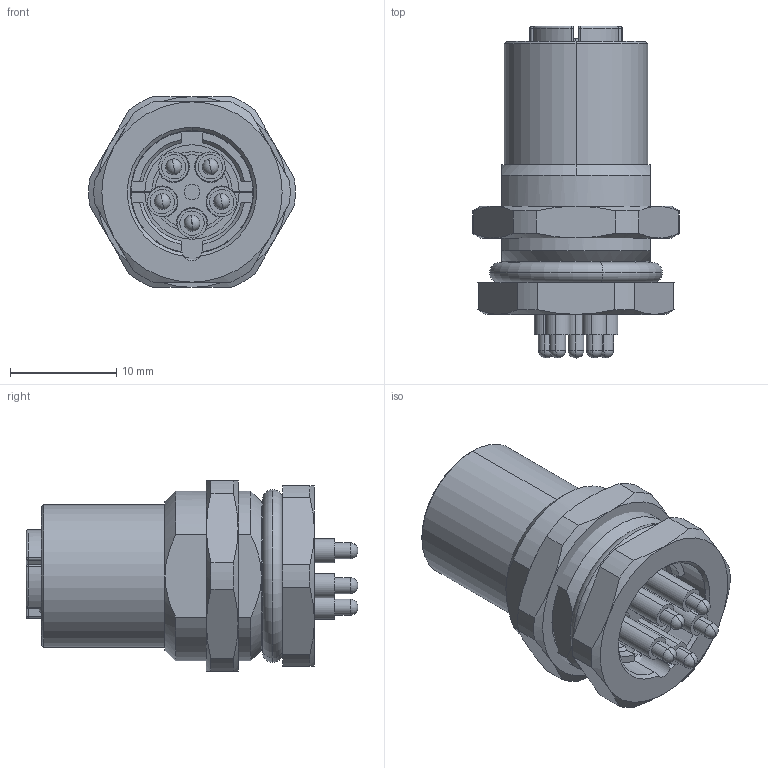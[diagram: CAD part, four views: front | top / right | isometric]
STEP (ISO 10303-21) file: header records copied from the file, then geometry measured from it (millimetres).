
FILE_DESCRIPTION (( 'STEP AP203' ), '1' );
FILE_NAME ('P237.STEP', '2020-05-13T02:31:50', ( 'edpusr' ), ( 'Microsoft' ), 'SwSTEP 2.0', 'SolidWorks 2015', '' );
FILE_SCHEMA (( 'CONFIG_CONTROL_DESIGN' ));
Length unit declared in the file: millimetre
Products named in the file (1): P237
Bounding box: 19.48 x 31.3 x 18 mm (x, y, z)
Volume: 3930.3 mm3; surface area: 7261.5 mm2
Topology: 12 solids, 12 shells, 602 faces, 1419 edges, 880 vertices
Faces by surface type: cylinder 263, plane 185, cone 104, torus 39, sphere 11
Entity records: 17564 total; most frequent: CARTESIAN_POINT 3265, DIRECTION 3247, ORIENTED_EDGE 2800, EDGE_CURVE 1400, AXIS2_PLACEMENT_3D 1342, VERTEX_POINT 880, CIRCLE 739, EDGE_LOOP 680
